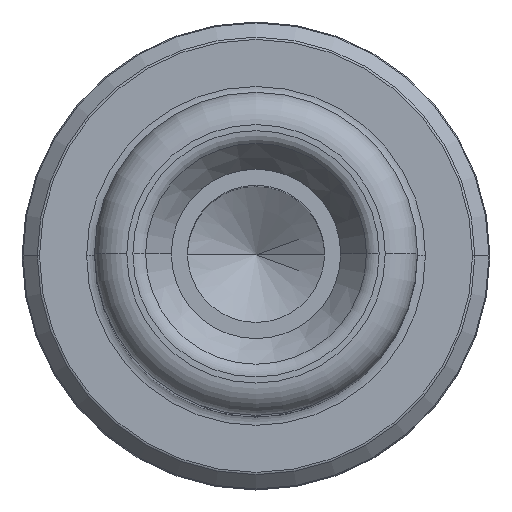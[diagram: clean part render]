
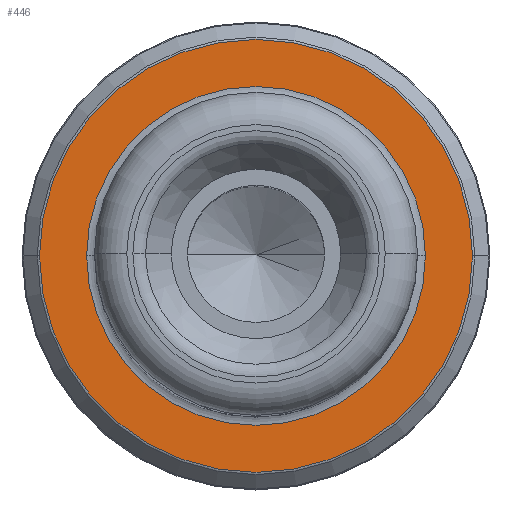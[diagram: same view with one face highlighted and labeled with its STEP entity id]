
A CAD part, top view. The second image highlights one B-rep face of the part: STEP entity #446.
In plain terms, the highlighted planar face has unit normal (0, 0, 1).
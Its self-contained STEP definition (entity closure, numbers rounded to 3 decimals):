
#1 = DIRECTION ( 'NONE',  ( -1., 0., 0. ) ) ;
#252 = EDGE_CURVE ( 'NONE', #3190, #789, #373, .T. ) ;
#279 = AXIS2_PLACEMENT_3D ( 'NONE', #3369, #1659, #1936 ) ;
#322 = DIRECTION ( 'NONE',  ( 0., 0., 1. ) ) ;
#352 = VERTEX_POINT ( 'NONE', #2067 ) ;
#373 = CIRCLE ( 'NONE', #2291, 13.417 ) ;
#422 = DIRECTION ( 'NONE',  ( 0., 0., 1. ) ) ;
#446 = ADVANCED_FACE ( 'NONE', ( #2323, #1483 ), #2310, .T. ) ;
#456 = ORIENTED_EDGE ( 'NONE', *, *, #1521, .T. ) ;
#589 = ORIENTED_EDGE ( 'NONE', *, *, #2999, .T. ) ;
#639 = EDGE_CURVE ( 'NONE', #352, #2144, #2408, .T. ) ;
#681 = AXIS2_PLACEMENT_3D ( 'NONE', #3171, #422, #2604 ) ;
#789 = VERTEX_POINT ( 'NONE', #1106 ) ;
#1083 = CIRCLE ( 'NONE', #279, 13.417 ) ;
#1106 = CARTESIAN_POINT ( 'NONE',  ( 13.417, 0., 20. ) ) ;
#1171 = DIRECTION ( 'NONE',  ( 0., 0., -1. ) ) ;
#1178 = AXIS2_PLACEMENT_3D ( 'NONE', #1771, #1171, #1520 ) ;
#1483 = FACE_OUTER_BOUND ( 'NONE', #1854, .T. ) ;
#1520 = DIRECTION ( 'NONE',  ( -1., 0., 0. ) ) ;
#1521 = EDGE_CURVE ( 'NONE', #789, #3190, #1083, .T. ) ;
#1574 = EDGE_LOOP ( 'NONE', ( #589, #3431 ) ) ;
#1659 = DIRECTION ( 'NONE',  ( 0., 0., 1. ) ) ;
#1771 = CARTESIAN_POINT ( 'NONE',  ( 0., 0., 20. ) ) ;
#1854 = EDGE_LOOP ( 'NONE', ( #456, #1873 ) ) ;
#1857 = CARTESIAN_POINT ( 'NONE',  ( -10.5, 0., 20. ) ) ;
#1873 = ORIENTED_EDGE ( 'NONE', *, *, #252, .T. ) ;
#1936 = DIRECTION ( 'NONE',  ( 1., 0., 0. ) ) ;
#2067 = CARTESIAN_POINT ( 'NONE',  ( 10.5, 0., 20. ) ) ;
#2144 = VERTEX_POINT ( 'NONE', #1857 ) ;
#2261 = CARTESIAN_POINT ( 'NONE',  ( 0., 0., 20. ) ) ;
#2291 = AXIS2_PLACEMENT_3D ( 'NONE', #2261, #322, #2552 ) ;
#2310 = PLANE ( 'NONE',  #681 ) ;
#2323 = FACE_BOUND ( 'NONE', #1574, .T. ) ;
#2408 = CIRCLE ( 'NONE', #2859, 10.5 ) ;
#2552 = DIRECTION ( 'NONE',  ( 1., 0., 0. ) ) ;
#2604 = DIRECTION ( 'NONE',  ( 1., 0., 0. ) ) ;
#2725 = CARTESIAN_POINT ( 'NONE',  ( -13.417, 0., 20. ) ) ;
#2859 = AXIS2_PLACEMENT_3D ( 'NONE', #3264, #3243, #1 ) ;
#2999 = EDGE_CURVE ( 'NONE', #2144, #352, #3549, .T. ) ;
#3171 = CARTESIAN_POINT ( 'NONE',  ( 0., 0., 20. ) ) ;
#3190 = VERTEX_POINT ( 'NONE', #2725 ) ;
#3243 = DIRECTION ( 'NONE',  ( 0., 0., -1. ) ) ;
#3264 = CARTESIAN_POINT ( 'NONE',  ( 0., 0., 20. ) ) ;
#3369 = CARTESIAN_POINT ( 'NONE',  ( 0., 0., 20. ) ) ;
#3431 = ORIENTED_EDGE ( 'NONE', *, *, #639, .T. ) ;
#3549 = CIRCLE ( 'NONE', #1178, 10.5 ) ;
